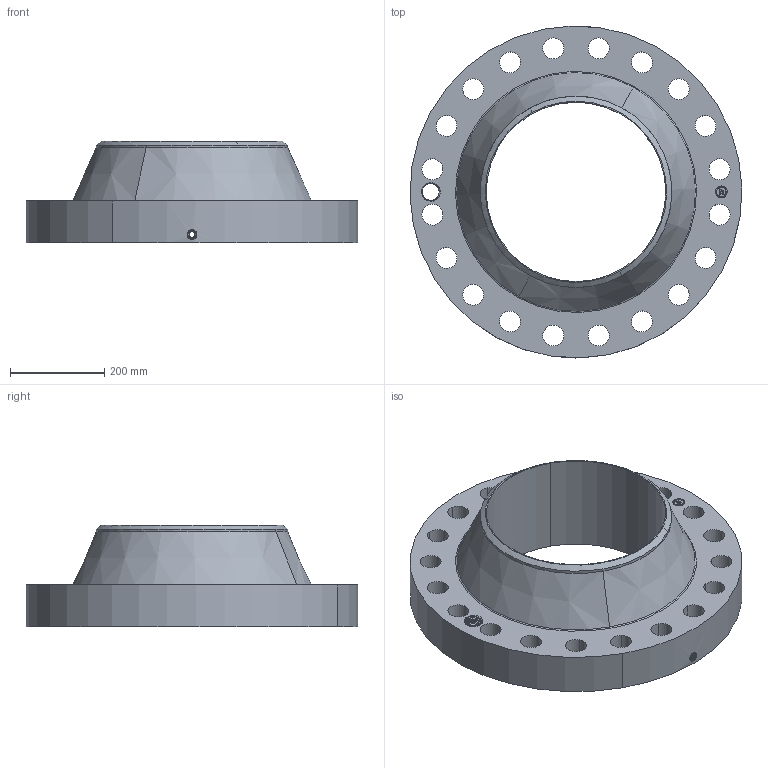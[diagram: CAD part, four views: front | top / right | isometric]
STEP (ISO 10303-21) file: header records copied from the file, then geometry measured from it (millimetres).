
FILE_DESCRIPTION(('3D STEP'),'2;1');
FILE_NAME('16-900-FF-WELD-NECK-XH-ORIF-FLANGE.stp','2013-11-03T00:05:00+00:00',('Texas Flange'),(''),'CATIA Version 5 Release 20 SP 6 (IN-10)','CATIA V5 STEP AP214','800-826-3801');
FILE_SCHEMA(('AUTOMOTIVE_DESIGN { 1 0 10303 214 1 1 1 1 }'));
Length unit declared in the file: inch
Products named in the file (1): 16-900-FF-WELD-NECK-XH-ORIF-FLANGE
Bounding box: 704.65 x 704.85 x 215.9 mm (x, y, z)
Volume: 27545893.6 mm3; surface area: 1343341.5 mm2
Topology: 1 solids, 1 shells, 868 faces, 2361 edges, 1513 vertices
Faces by surface type: plane 368, bspline 304, cylinder 141, cone 49, revolution 4, torus 2
Entity records: 37967 total; most frequent: CARTESIAN_POINT 16942, ORIENTED_EDGE 4722, EDGE_CURVE 2361, DIRECTION 2178, VERTEX_POINT 1513, VECTOR 1229, LINE 1229, B_SPLINE_CURVE_WITH_KNOTS 977
